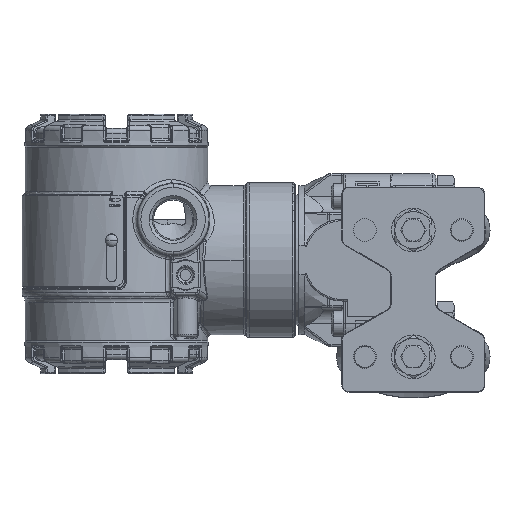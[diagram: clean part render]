
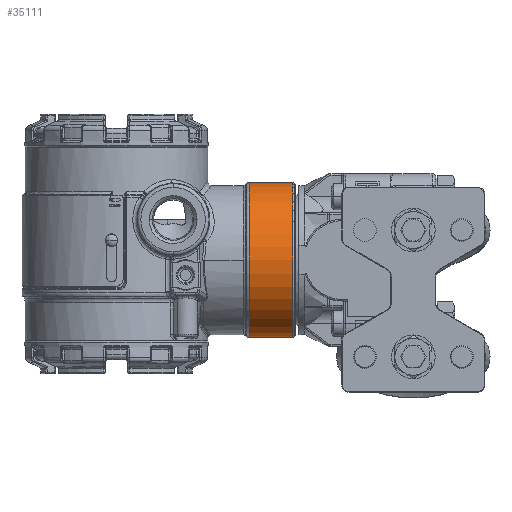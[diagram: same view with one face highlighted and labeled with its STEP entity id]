
A CAD part, left-side view. The second image highlights one B-rep face of the part: STEP entity #35111.
In plain terms, the highlighted cylindrical face has radius 33.02 mm (diameter 66.04 mm), a partial arc.
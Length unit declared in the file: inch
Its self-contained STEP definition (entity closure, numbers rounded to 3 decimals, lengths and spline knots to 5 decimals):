
#18775=CARTESIAN_POINT('',(0.,-2.95343,0.));
#18776=DIRECTION('',(0.,1.,0.));
#18777=DIRECTION('',(0.,0.,-1.));
#18778=AXIS2_PLACEMENT_3D('',#18775,#18776,#18777);
#18780=CARTESIAN_POINT('',(0.,-2.22485,0.));
#18781=DIRECTION('',(0.,1.,0.));
#18782=DIRECTION('',(0.,0.,-1.));
#18783=AXIS2_PLACEMENT_3D('',#18780,#18781,#18782);
#18837=DIRECTION('',(0.,1.,0.));
#18838=VECTOR('',#18837,0.72858);
#18839=CARTESIAN_POINT('',(0.,-2.95343,1.3));
#18840=LINE('',#18839,#18838);
#18846=DIRECTION('',(0.,1.,0.));
#18847=VECTOR('',#18846,0.72858);
#18848=CARTESIAN_POINT('',(0.,-2.95343,-1.3));
#18849=LINE('',#18848,#18847);
#30857=CARTESIAN_POINT('',(0.,-2.22485,1.3));
#30858=CARTESIAN_POINT('',(0.,-2.22485,-1.3));
#30859=VERTEX_POINT('',#30857);
#30860=VERTEX_POINT('',#30858);
#30899=CARTESIAN_POINT('',(0.,-2.95343,-1.3));
#30901=VERTEX_POINT('',#30899);
#30902=CARTESIAN_POINT('',(0.,-2.95343,1.3));
#30903=VERTEX_POINT('',#30902);
#35096=CARTESIAN_POINT('',(0.,-3.0425,0.));
#35097=DIRECTION('',(0.,1.,0.));
#35098=DIRECTION('',(0.,0.,-1.));
#35099=AXIS2_PLACEMENT_3D('',#35096,#35097,#35098);
#35100=CYLINDRICAL_SURFACE('',#35099,1.3);
#35102=ORIENTED_EDGE('',*,*,#35101,.F.);
#35104=ORIENTED_EDGE('',*,*,#35103,.T.);
#35106=ORIENTED_EDGE('',*,*,#35105,.T.);
#35108=ORIENTED_EDGE('',*,*,#35107,.F.);
#35109=EDGE_LOOP('',(#35102,#35104,#35106,#35108));
#35110=FACE_OUTER_BOUND('',#35109,.F.);
#18779=CIRCLE('',#18778,1.3);
#18784=CIRCLE('',#18783,1.3);
#35101=EDGE_CURVE('',#30901,#30903,#18779,.T.);
#35103=EDGE_CURVE('',#30901,#30860,#18849,.T.);
#35105=EDGE_CURVE('',#30860,#30859,#18784,.T.);
#35107=EDGE_CURVE('',#30903,#30859,#18840,.T.);
#35111=ADVANCED_FACE('',(#35110),#35100,.T.);
